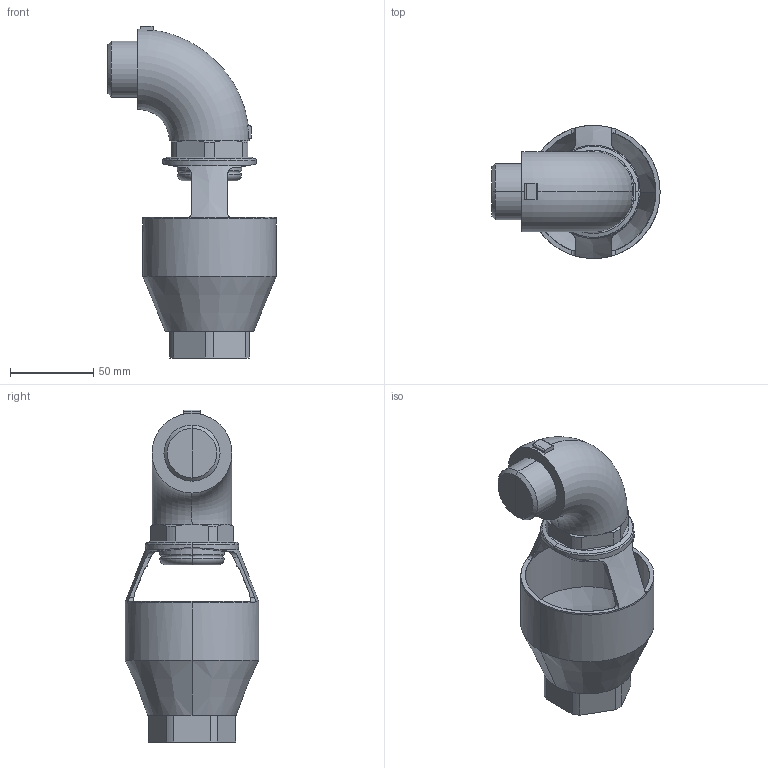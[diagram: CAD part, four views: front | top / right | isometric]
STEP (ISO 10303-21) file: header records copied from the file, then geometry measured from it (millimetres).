
FILE_DESCRIPTION(/* description */ (''),/* implementation_level */ '2;1');
FILE_NAME(/* name */ '552160 (STP).stp',/* time_stamp */ '2017-03-08T16:38:24+01:00',/* author */ ('UFFTEC'),/* organization */ (''),/* preprocessor_version */ 'ST-DEVELOPER v15.2',/* originating_system */ 'Autodesk Inventor 2014',/* authorisation */ '');
FILE_SCHEMA (('AUTOMOTIVE_DESIGN { 1 0 10303 214 3 1 1 }'));
Length unit declared in the file: millimetre
Products named in the file (3): Parte6; Parte8; Assieme2
Bounding box: 101 x 80 x 199.37 mm (x, y, z)
Volume: 240735.5 mm3; surface area: 68637.8 mm2
Topology: 2 solids, 2 shells, 139 faces, 363 edges, 229 vertices
Faces by surface type: plane 61, cylinder 50, cone 20, torus 8
Entity records: 4777 total; most frequent: CARTESIAN_POINT 1364, ORIENTED_EDGE 726, DIRECTION 713, EDGE_CURVE 363, AXIS2_PLACEMENT_3D 284, VERTEX_POINT 229, LINE 145, VECTOR 145
